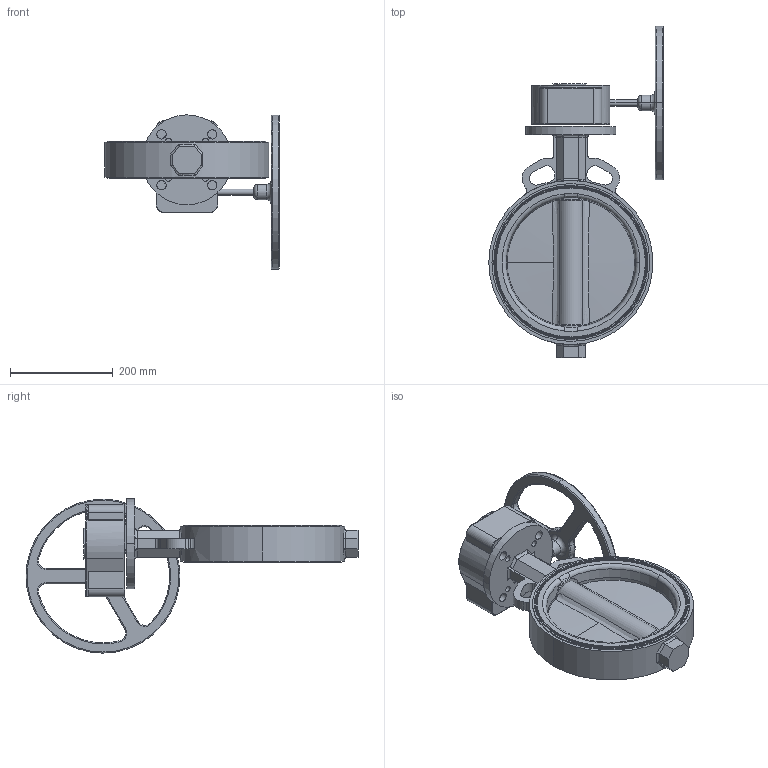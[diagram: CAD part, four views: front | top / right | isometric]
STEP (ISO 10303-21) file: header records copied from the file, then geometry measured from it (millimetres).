
FILE_DESCRIPTION (( 'STEP AP214' ), '1' );
FILE_NAME ('NS-1000-WAFER-GEAR.step', '2019-03-07T20:56:29', ( '' ), ( '' ), 'SwSTEP 2.0', 'SolidWorks 2019', '' );
FILE_SCHEMA (( 'AUTOMOTIVE_DESIGN' ));
Length unit declared in the file: inch
Products named in the file (1): NS-1000-WAFER-GEAR
Bounding box: 340 x 647 x 300.5 mm (x, y, z)
Surface area: 562510.9 mm2 (no closed solid volume)
Topology: 0 solids, 5 shells, 340 faces, 897 edges, 565 vertices
Faces by surface type: cylinder 139, torus 84, plane 73, bspline 25, cone 18, sphere 1
Entity records: 18985 total; most frequent: CARTESIAN_POINT 6238, DIRECTION 1801, ORIENTED_EDGE 1687, EDGE_CURVE 896, AXIS2_PLACEMENT_3D 761, VERTEX_POINT 565, CIRCLE 445, EDGE_LOOP 387
